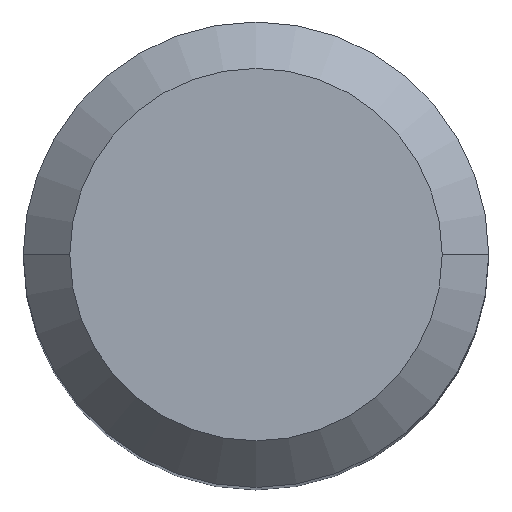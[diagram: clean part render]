
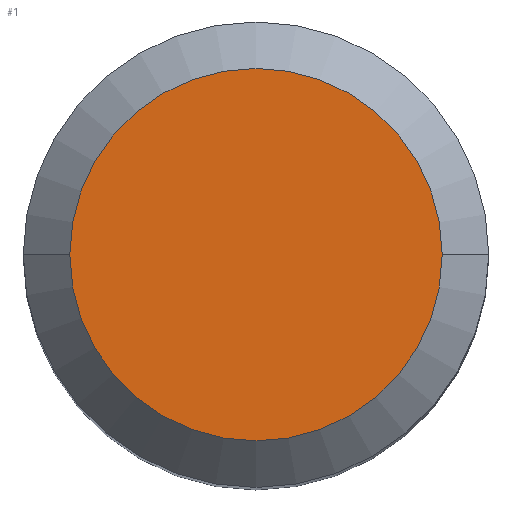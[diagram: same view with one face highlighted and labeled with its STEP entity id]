
A CAD part, top view. The second image highlights one B-rep face of the part: STEP entity #1.
In plain terms, the highlighted planar face has unit normal (0, 0, 1).
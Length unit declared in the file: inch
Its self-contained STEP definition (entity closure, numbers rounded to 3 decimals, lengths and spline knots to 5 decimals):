
#1 = ADVANCED_FACE ( 'NONE', ( #217 ), #359, .F. ) ;
#6 = DIRECTION ( 'NONE',  ( 0., 0., 1. ) ) ;
#14 = VERTEX_POINT ( 'NONE', #218 ) ;
#21 = ORIENTED_EDGE ( 'NONE', *, *, #322, .T. ) ;
#22 = AXIS2_PLACEMENT_3D ( 'NONE', #256, #446, #402 ) ;
#23 = AXIS2_PLACEMENT_3D ( 'NONE', #232, #195, #308 ) ;
#61 = CIRCLE ( 'NONE', #259, 0.22048 ) ;
#187 = EDGE_CURVE ( 'NONE', #14, #190, #452, .T. ) ;
#190 = VERTEX_POINT ( 'NONE', #469 ) ;
#195 = DIRECTION ( 'NONE',  ( 0., 0., 1. ) ) ;
#217 = FACE_OUTER_BOUND ( 'NONE', #225, .T. ) ;
#218 = CARTESIAN_POINT ( 'NONE',  ( 0.22048, 0., 0. ) ) ;
#225 = EDGE_LOOP ( 'NONE', ( #21, #228 ) ) ;
#228 = ORIENTED_EDGE ( 'NONE', *, *, #187, .T. ) ;
#232 = CARTESIAN_POINT ( 'NONE',  ( 0., 0., 0. ) ) ;
#256 = CARTESIAN_POINT ( 'NONE',  ( 0., 0., 0. ) ) ;
#259 = AXIS2_PLACEMENT_3D ( 'NONE', #335, #6, #382 ) ;
#308 = DIRECTION ( 'NONE',  ( 1., 0., 0. ) ) ;
#322 = EDGE_CURVE ( 'NONE', #190, #14, #61, .T. ) ;
#335 = CARTESIAN_POINT ( 'NONE',  ( 0., 0., 0. ) ) ;
#359 = PLANE ( 'NONE',  #22 ) ;
#382 = DIRECTION ( 'NONE',  ( 1., 0., 0. ) ) ;
#402 = DIRECTION ( 'NONE',  ( -1., 0., 0. ) ) ;
#446 = DIRECTION ( 'NONE',  ( 0., 0., -1. ) ) ;
#452 = CIRCLE ( 'NONE', #23, 0.22048 ) ;
#469 = CARTESIAN_POINT ( 'NONE',  ( -0.22048, 0., 0. ) ) ;
